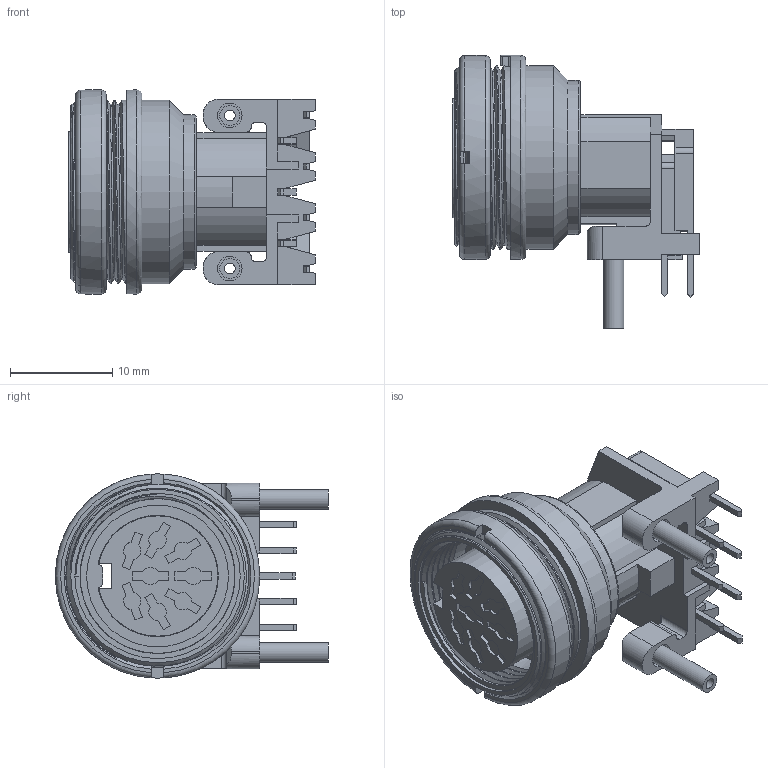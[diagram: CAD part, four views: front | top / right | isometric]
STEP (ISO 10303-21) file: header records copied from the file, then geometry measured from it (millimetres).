
FILE_DESCRIPTION(/* description */ (''),/* implementation_level */ '2;1');
FILE_NAME(/* name */ 'T_3487_900.stp',/* time_stamp */ '2016-12-08T14:53:48+01:00',/* author */ (''),/* organization */ (''),/* preprocessor_version */ 'ST-DEVELOPER v15',/* originating_system */ 'SIEMENS PLM Software NX 9.0',/* authorisation */ '');
FILE_SCHEMA (('CONFIG_CONTROL_DESIGN'));
Length unit declared in the file: millimetre
Products named in the file (1): c3d-t 3487 900nxm001-01
Bounding box: 24.2 x 26.75 x 20 mm (x, y, z)
Volume: 3881.7 mm3; surface area: 4474.2 mm2
Topology: 1 solids, 1 shells, 444 faces, 1260 edges, 825 vertices
Faces by surface type: plane 328, cylinder 87, bspline 19, cone 7, torus 3
Full cylindrical faces by diameter (mm): 1.05 x2, 1.95 x2, 2.4 x2, 13.1 x1, 13.9 x1, 15.1 x1, 15.2 x5, 16.2 x1, 18 x1, 18.3 x1, 20 x2
Entity records: 17171 total; most frequent: CARTESIAN_POINT 5940, ORIENTED_EDGE 2416, DIRECTION 2117, EDGE_CURVE 1208, LINE 919, VECTOR 919, VERTEX_POINT 805, AXIS2_PLACEMENT_3D 599
